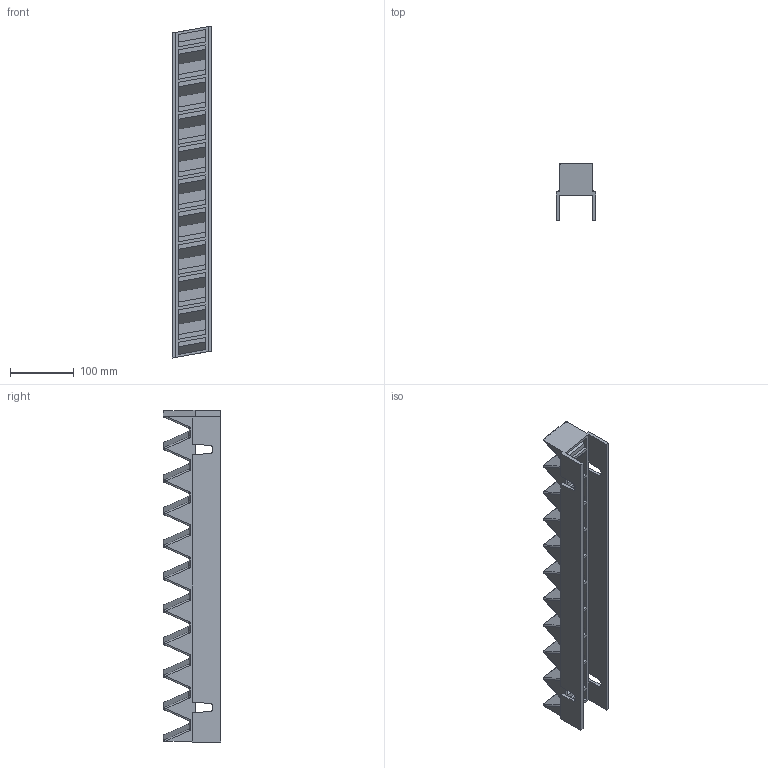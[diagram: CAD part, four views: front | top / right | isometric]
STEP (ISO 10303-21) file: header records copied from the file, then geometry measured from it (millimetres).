
FILE_DESCRIPTION(('CATIA V5 STEP Exchange','CAx-IF Rec.Pracs.--- Model Styling and Organization---1.5--- 2016-08-15','CAx-IF Rec.Pracs.---Supplemental Geometry---1.0---2011-11-01','CAx-IF Rec.Pracs.--- Composite Materials ---1.1---2010-07-15'),'2;1');
FILE_NAME('DE1198-A-L OPPOSITE.stp','2025-02-07T16:00:18+00:00',('none'),('none'),'CATIA Version 5-6 Release 2022 SP3','CATIA V5 STEP AP214 Edition 3 v2','none');
FILE_SCHEMA(('AUTOMOTIVE_DESIGN { 1 0 10303 214 3 1 1 1 }'));
Length unit declared in the file: inch
Products named in the file (1): DE1198-A-L OPPOSITE
Bounding box: 61.91 x 89.66 x 518.92 mm (x, y, z)
Volume: 558804.4 mm3; surface area: 241299.6 mm2
Topology: 1 solids, 1 shells, 531 faces, 1469 edges, 943 vertices
Faces by surface type: plane 272, cylinder 139, bspline 120
Entity records: 22521 total; most frequent: CARTESIAN_POINT 11110, ORIENTED_EDGE 2938, EDGE_CURVE 1469, DIRECTION 1410, VERTEX_POINT 943, VECTOR 851, LINE 851, B_SPLINE_CURVE_WITH_KNOTS 545
